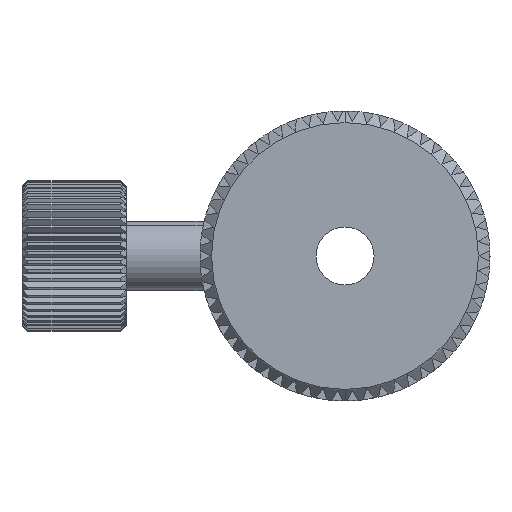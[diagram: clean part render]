
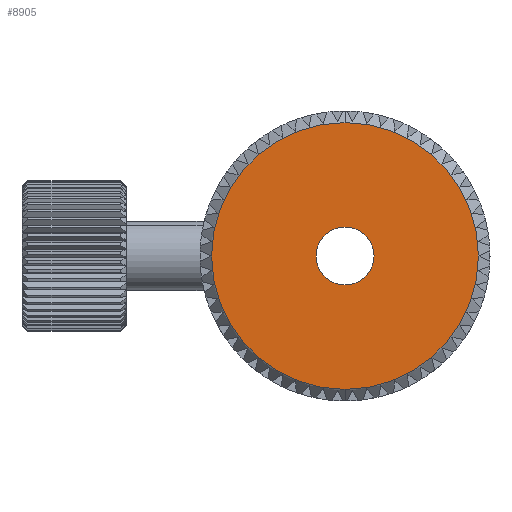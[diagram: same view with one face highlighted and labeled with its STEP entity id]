
A CAD part, front view. The second image highlights one B-rep face of the part: STEP entity #8905.
In plain terms, the highlighted planar face has unit normal (0, -1, 0).
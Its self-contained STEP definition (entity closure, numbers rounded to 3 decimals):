
#89 = CARTESIAN_POINT ( 'NONE',  ( 0., 0., 11.5 ) ) ;
#238 = CIRCLE ( 'NONE', #1098, 11.5 ) ;
#1098 = AXIS2_PLACEMENT_3D ( 'NONE', #13417, #3034, #13750 ) ;
#2945 = CARTESIAN_POINT ( 'NONE',  ( 0., 0., 2.5 ) ) ;
#3034 = DIRECTION ( 'NONE',  ( 0., -1., 0. ) ) ;
#3135 = ORIENTED_EDGE ( 'NONE', *, *, #18267, .T. ) ;
#3179 = CARTESIAN_POINT ( 'NONE',  ( 0., 0., 0. ) ) ;
#3386 = EDGE_LOOP ( 'NONE', ( #3135, #33288 ) ) ;
#5809 = CARTESIAN_POINT ( 'NONE',  ( 0., 0., 0. ) ) ;
#6113 = DIRECTION ( 'NONE',  ( 0., -1., 0. ) ) ;
#6498 = FACE_BOUND ( 'NONE', #18125, .T. ) ;
#8905 = ADVANCED_FACE ( 'NONE', ( #6498, #32184 ), #23625, .F. ) ;
#9762 = ORIENTED_EDGE ( 'NONE', *, *, #31153, .F. ) ;
#11017 = DIRECTION ( 'NONE',  ( 0., 0., -1. ) ) ;
#11234 = EDGE_CURVE ( 'NONE', #12927, #29354, #17535, .T. ) ;
#12927 = VERTEX_POINT ( 'NONE', #27549 ) ;
#13417 = CARTESIAN_POINT ( 'NONE',  ( 0., 0., 0. ) ) ;
#13750 = DIRECTION ( 'NONE',  ( 0., 0., 1. ) ) ;
#15755 = AXIS2_PLACEMENT_3D ( 'NONE', #5809, #31628, #11017 ) ;
#17454 = DIRECTION ( 'NONE',  ( 0., -1., 0. ) ) ;
#17535 = CIRCLE ( 'NONE', #21162, 2.5 ) ;
#18125 = EDGE_LOOP ( 'NONE', ( #27509, #9762 ) ) ;
#18267 = EDGE_CURVE ( 'NONE', #20330, #30378, #238, .T. ) ;
#19154 = AXIS2_PLACEMENT_3D ( 'NONE', #22693, #17454, #25387 ) ;
#20330 = VERTEX_POINT ( 'NONE', #89 ) ;
#20476 = CARTESIAN_POINT ( 'NONE',  ( 0., 0., -11.5 ) ) ;
#21162 = AXIS2_PLACEMENT_3D ( 'NONE', #3179, #6113, #21169 ) ;
#21169 = DIRECTION ( 'NONE',  ( 0., 0., -1. ) ) ;
#22693 = CARTESIAN_POINT ( 'NONE',  ( 0., 0., 0. ) ) ;
#23520 = DIRECTION ( 'NONE',  ( 0., 0., 1. ) ) ;
#23625 = PLANE ( 'NONE',  #24980 ) ;
#24980 = AXIS2_PLACEMENT_3D ( 'NONE', #28340, #28561, #23520 ) ;
#25387 = DIRECTION ( 'NONE',  ( 0., 0., 1. ) ) ;
#27509 = ORIENTED_EDGE ( 'NONE', *, *, #11234, .F. ) ;
#27549 = CARTESIAN_POINT ( 'NONE',  ( 0., 0., -2.5 ) ) ;
#28340 = CARTESIAN_POINT ( 'NONE',  ( 0., 0., 0. ) ) ;
#28561 = DIRECTION ( 'NONE',  ( 0., 1., 0. ) ) ;
#29084 = CIRCLE ( 'NONE', #15755, 2.5 ) ;
#29354 = VERTEX_POINT ( 'NONE', #2945 ) ;
#29760 = EDGE_CURVE ( 'NONE', #30378, #20330, #32830, .T. ) ;
#30378 = VERTEX_POINT ( 'NONE', #20476 ) ;
#31153 = EDGE_CURVE ( 'NONE', #29354, #12927, #29084, .T. ) ;
#31628 = DIRECTION ( 'NONE',  ( 0., -1., 0. ) ) ;
#32184 = FACE_OUTER_BOUND ( 'NONE', #3386, .T. ) ;
#32830 = CIRCLE ( 'NONE', #19154, 11.5 ) ;
#33288 = ORIENTED_EDGE ( 'NONE', *, *, #29760, .T. ) ;
